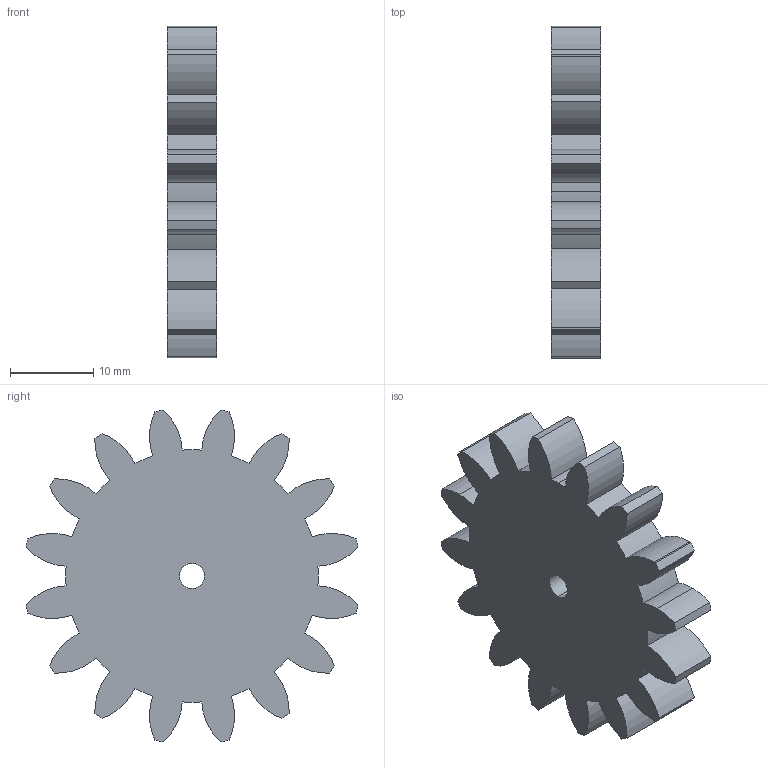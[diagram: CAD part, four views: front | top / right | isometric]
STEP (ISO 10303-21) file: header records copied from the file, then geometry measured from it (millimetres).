
FILE_DESCRIPTION (( 'STEP AP203' ), '1' );
FILE_NAME ('spur gear_din.STEP', '2019-12-12T13:37:19', ( '' ), ( '' ), 'SwSTEP 2.0', 'SolidWorks 2019', '' );
FILE_SCHEMA (( 'CONFIG_CONTROL_DESIGN' ));
Length unit declared in the file: millimetre
Products named in the file (1): spur gear_din
Bounding box: 6 x 39.92 x 39.92 mm (x, y, z)
Volume: 5791.9 mm3; surface area: 3360 mm2
Topology: 1 solids, 1 shells, 73 faces, 213 edges, 142 vertices
Faces by surface type: cylinder 71, plane 2
Entity records: 2590 total; most frequent: DIRECTION 503, CARTESIAN_POINT 429, ORIENTED_EDGE 426, AXIS2_PLACEMENT_3D 216, EDGE_CURVE 213, VERTEX_POINT 142, CIRCLE 142, EDGE_LOOP 75
